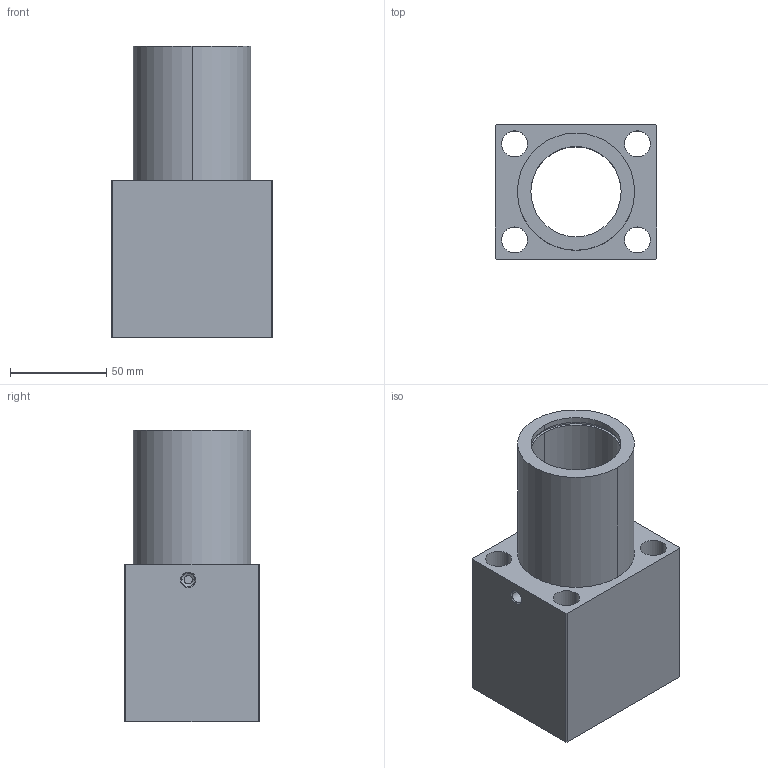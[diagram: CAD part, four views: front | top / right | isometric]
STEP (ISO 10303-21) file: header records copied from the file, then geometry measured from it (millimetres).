
FILE_DESCRIPTION( ( '' ), '1' );
FILE_NAME( 'ftag_30_2_03.stp', '2008-04-10T04:30:03', ( '' ), ( '' ), ' ', ' ', ' ' );
FILE_SCHEMA( ( 'CONFIG_CONTROL_DESIGN' ) );
Length unit declared in the file: millimetre
Products named in the file (1): 1
Bounding box: 84 x 70 x 152 mm (x, y, z)
Volume: 373859 mm3; surface area: 83287.8 mm2
Topology: 1 solids, 1 shells, 55 faces, 126 edges, 82 vertices
Faces by surface type: cylinder 32, plane 19, cone 4
Entity records: 1706 total; most frequent: CARTESIAN_POINT 330, DIRECTION 300, ORIENTED_EDGE 252, EDGE_CURVE 126, AXIS2_PLACEMENT_3D 120, VERTEX_POINT 82, EDGE_LOOP 76, CIRCLE 64
